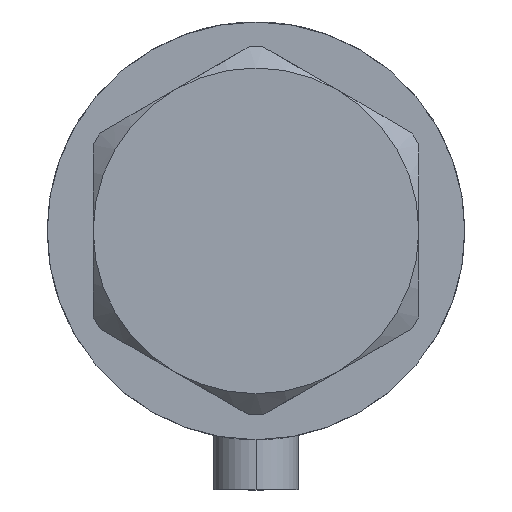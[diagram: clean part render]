
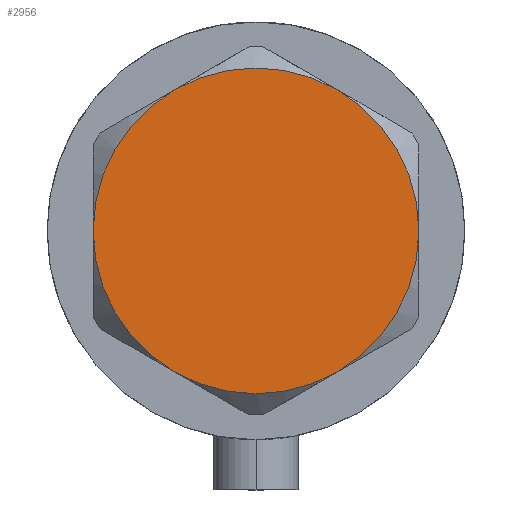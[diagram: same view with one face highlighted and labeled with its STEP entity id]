
A CAD part, left-side view. The second image highlights one B-rep face of the part: STEP entity #2956.
In plain terms, the highlighted face is planar.
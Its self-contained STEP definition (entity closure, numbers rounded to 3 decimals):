
#78 = DIRECTION ( 'NONE',  ( 0., 0., 1. ) ) ;
#112 = AXIS2_PLACEMENT_3D ( 'NONE', #4451, #2734, #4352 ) ;
#189 = AXIS2_PLACEMENT_3D ( 'NONE', #3641, #2600, #2265 ) ;
#393 = ORIENTED_EDGE ( 'NONE', *, *, #3920, .T. ) ;
#476 = CARTESIAN_POINT ( 'NONE',  ( 0., 0., 13. ) ) ;
#483 = CIRCLE ( 'NONE', #2999, 23. ) ;
#503 = DIRECTION ( 'NONE',  ( 1., 0., 0. ) ) ;
#548 = DIRECTION ( 'NONE',  ( 0., 0., 1. ) ) ;
#594 = ORIENTED_EDGE ( 'NONE', *, *, #2810, .T. ) ;
#701 = EDGE_CURVE ( 'NONE', #1598, #1478, #1612, .T. ) ;
#902 = CARTESIAN_POINT ( 'NONE',  ( -23., 0., 13. ) ) ;
#921 = CARTESIAN_POINT ( 'NONE',  ( 23., 0., 13. ) ) ;
#970 = DIRECTION ( 'NONE',  ( 1., 0., 0. ) ) ;
#1020 = ORIENTED_EDGE ( 'NONE', *, *, #3823, .T. ) ;
#1022 = VERTEX_POINT ( 'NONE', #1829 ) ;
#1073 = CARTESIAN_POINT ( 'NONE',  ( 0., 0., 13. ) ) ;
#1090 = EDGE_LOOP ( 'NONE', ( #1020, #2289, #3116, #4455, #393, #594 ) ) ;
#1122 = CIRCLE ( 'NONE', #189, 23. ) ;
#1157 = CARTESIAN_POINT ( 'NONE',  ( -11.5, -19.919, 13. ) ) ;
#1275 = DIRECTION ( 'NONE',  ( 1., 0., 0. ) ) ;
#1364 = DIRECTION ( 'NONE',  ( 0., 0., 1. ) ) ;
#1478 = VERTEX_POINT ( 'NONE', #3891 ) ;
#1555 = DIRECTION ( 'NONE',  ( 0., 0., 1. ) ) ;
#1598 = VERTEX_POINT ( 'NONE', #921 ) ;
#1612 = CIRCLE ( 'NONE', #3983, 23. ) ;
#1654 = CARTESIAN_POINT ( 'NONE',  ( 0., 0., 13. ) ) ;
#1829 = CARTESIAN_POINT ( 'NONE',  ( 11.5, -19.919, 13. ) ) ;
#2133 = AXIS2_PLACEMENT_3D ( 'NONE', #1073, #78, #3168 ) ;
#2265 = DIRECTION ( 'NONE',  ( 1., 0., 0. ) ) ;
#2289 = ORIENTED_EDGE ( 'NONE', *, *, #701, .T. ) ;
#2471 = VERTEX_POINT ( 'NONE', #2603 ) ;
#2600 = DIRECTION ( 'NONE',  ( 0., 0., 1. ) ) ;
#2603 = CARTESIAN_POINT ( 'NONE',  ( -11.5, 19.919, 13. ) ) ;
#2734 = DIRECTION ( 'NONE',  ( 0., 0., 1. ) ) ;
#2810 = EDGE_CURVE ( 'NONE', #3734, #1022, #3846, .T. ) ;
#2848 = CIRCLE ( 'NONE', #112, 23. ) ;
#2913 = CARTESIAN_POINT ( 'NONE',  ( 0., 0., 13. ) ) ;
#2956 = ADVANCED_FACE ( 'NONE', ( #4251 ), #3601, .T. ) ;
#2999 = AXIS2_PLACEMENT_3D ( 'NONE', #1654, #1364, #970 ) ;
#3069 = AXIS2_PLACEMENT_3D ( 'NONE', #476, #1555, #3193 ) ;
#3116 = ORIENTED_EDGE ( 'NONE', *, *, #3170, .T. ) ;
#3136 = CIRCLE ( 'NONE', #2133, 23. ) ;
#3168 = DIRECTION ( 'NONE',  ( 1., 0., 0. ) ) ;
#3170 = EDGE_CURVE ( 'NONE', #1478, #2471, #1122, .T. ) ;
#3193 = DIRECTION ( 'NONE',  ( 1., 0., 0. ) ) ;
#3298 = DIRECTION ( 'NONE',  ( 0., 0., 1. ) ) ;
#3601 = PLANE ( 'NONE',  #3069 ) ;
#3641 = CARTESIAN_POINT ( 'NONE',  ( 0., 0., 13. ) ) ;
#3710 = AXIS2_PLACEMENT_3D ( 'NONE', #2913, #548, #503 ) ;
#3734 = VERTEX_POINT ( 'NONE', #1157 ) ;
#3823 = EDGE_CURVE ( 'NONE', #1022, #1598, #483, .T. ) ;
#3846 = CIRCLE ( 'NONE', #3710, 23. ) ;
#3891 = CARTESIAN_POINT ( 'NONE',  ( 11.5, 19.919, 13. ) ) ;
#3920 = EDGE_CURVE ( 'NONE', #4151, #3734, #2848, .T. ) ;
#3983 = AXIS2_PLACEMENT_3D ( 'NONE', #4309, #3298, #1275 ) ;
#4109 = EDGE_CURVE ( 'NONE', #2471, #4151, #3136, .T. ) ;
#4151 = VERTEX_POINT ( 'NONE', #902 ) ;
#4251 = FACE_OUTER_BOUND ( 'NONE', #1090, .T. ) ;
#4309 = CARTESIAN_POINT ( 'NONE',  ( 0., 0., 13. ) ) ;
#4352 = DIRECTION ( 'NONE',  ( 1., 0., 0. ) ) ;
#4451 = CARTESIAN_POINT ( 'NONE',  ( 0., 0., 13. ) ) ;
#4455 = ORIENTED_EDGE ( 'NONE', *, *, #4109, .T. ) ;
